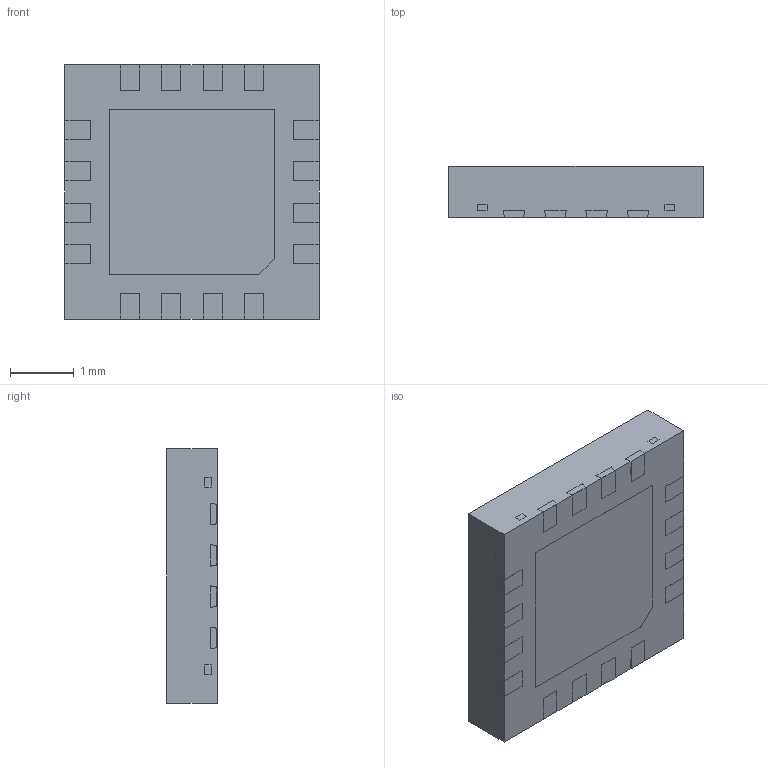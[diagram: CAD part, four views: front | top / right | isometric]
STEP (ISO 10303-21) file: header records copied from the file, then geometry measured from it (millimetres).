
FILE_DESCRIPTION((''),'2;1');
FILE_NAME('SQB16A_ASM','2012-02-10T',('CKXSSC'),(''),'PRO/ENGINEER BY PARAMETRIC TECHNOLOGY CORPORATION, 2011220','PRO/ENGINEER BY PARAMETRIC TECHNOLOGY CORPORATION, 2011220','');
FILE_SCHEMA(('AUTOMOTIVE_DESIGN_CC2 { 1 2 10303 214 -1 1 5 2 }'));
Length unit declared in the file: millimetre
Products named in the file (3): BODY_SQB16A; FRAME_SQB16A; SQB16A_ASM
Assembly tree (2 placements, depth 2):
  SQB16A_ASM
    BODY_SQB16A
    FRAME_SQB16A
Bounding box: 4 x 0.8 x 4 mm (x, y, z)
Volume: 12.8 mm3; surface area: 64.6 mm2
Topology: 26 solids, 26 shells, 331 faces, 810 edges, 540 vertices
Faces by surface type: plane 289, cylinder 42
Entity records: 12394 total; most frequent: CARTESIAN_POINT 1918, ORIENTED_EDGE 1620, DIRECTION 1408, PRESENTATION_STYLE_ASSIGNMENT 853, STYLED_ITEM 836, CURVE_STYLE 810, EDGE_CURVE 810, VECTOR 736
